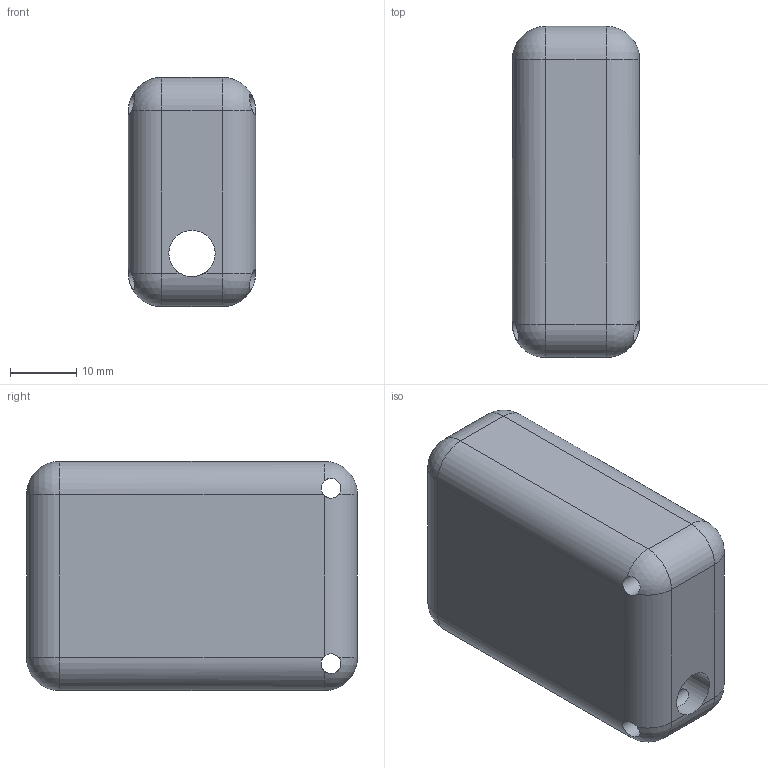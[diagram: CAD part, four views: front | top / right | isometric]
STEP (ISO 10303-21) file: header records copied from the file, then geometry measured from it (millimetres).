
FILE_DESCRIPTION(/* description */ ('STEP AP242','CAx-IF Rec.Pracs.---Representation and Presentation of Product Manufacturing Information (PMI)---4.0---2014-10-13','CAx-IF Rec.Pracs.---3D Tessellated Geometry---0.4---2014-09-14','2;1'),/* implementation_level */ '2;1');
FILE_NAME(/* name */ '62538c0ded10087fc2de7227',/* time_stamp */ '2022-04-11T02:01:49+00:00',/* author */ (''),/* organization */ (''),/* preprocessor_version */ 'ST-DEVELOPER v18.101',/* originating_system */ ' ',/* authorisation */ ' ');
FILE_SCHEMA (('AP242_MANAGED_MODEL_BASED_3D_ENGINEERING_MIM_LF { 1 0 10303 442 1 1 4 }'));
Length unit declared in the file: metre
Products named in the file (4): Curve 3; Curve 2; Curve 1; Part 1
Bounding box: 19.2 x 50 x 34.6 mm (x, y, z)
Volume: 26476.4 mm3; surface area: 8235 mm2
Topology: 1 solids, 1 shells, 31 faces, 90 edges, 51 vertices
Faces by surface type: cylinder 16, sphere 8, plane 7
Full cylindrical faces by diameter (mm): 3 x2, 7 x1, 8.8 x1
Entity records: 3470 total; most frequent: CARTESIAN_POINT 2636, DIRECTION 160, ORIENTED_EDGE 146, EDGE_CURVE 73, AXIS2_PLACEMENT_3D 67, VERTEX_POINT 43, EDGE_LOOP 38, FACE_BOUND 38
